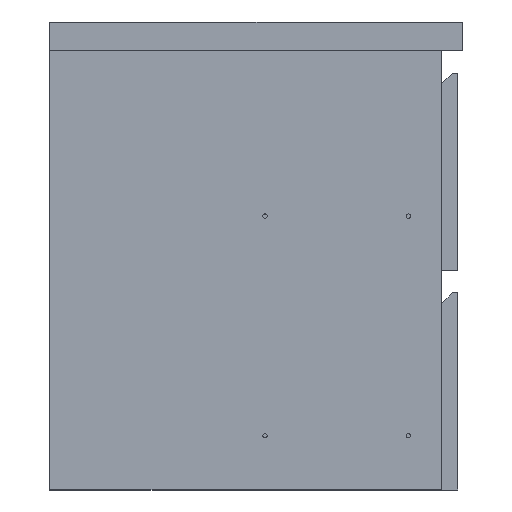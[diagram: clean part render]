
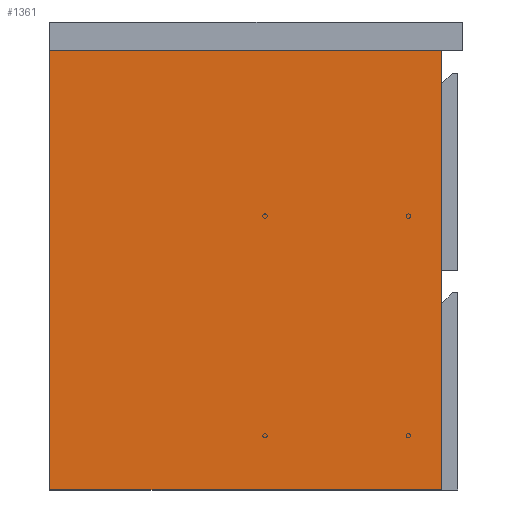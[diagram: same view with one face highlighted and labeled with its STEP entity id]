
A CAD part, left-side view. The second image highlights one B-rep face of the part: STEP entity #1361.
In plain terms, the highlighted face is planar.
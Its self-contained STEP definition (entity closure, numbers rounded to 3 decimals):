
#789 = EDGE_LOOP ( 'NONE', ( #27271, #9222, #27908, #12273 ) ) ;
#1348 = VERTEX_POINT ( 'NONE', #10182 ) ;
#1361 = ADVANCED_FACE ( 'NONE', ( #31153 ), #39814, .T. ) ;
#3284 = AXIS2_PLACEMENT_3D ( 'NONE', #39509, #3999, #18268 ) ;
#3999 = DIRECTION ( 'NONE',  ( 0., 0., -1. ) ) ;
#4930 = DIRECTION ( 'NONE',  ( 0., 1., 0. ) ) ;
#6767 = DIRECTION ( 'NONE',  ( -1., 0., 0. ) ) ;
#7185 = LINE ( 'NONE', #32864, #44459 ) ;
#7649 = CARTESIAN_POINT ( 'NONE',  ( 0., 0., -2. ) ) ;
#8300 = CARTESIAN_POINT ( 'NONE',  ( 490., 437., -2. ) ) ;
#8728 = CARTESIAN_POINT ( 'NONE',  ( 490., 0., -2. ) ) ;
#8969 = VERTEX_POINT ( 'NONE', #18041 ) ;
#9222 = ORIENTED_EDGE ( 'NONE', *, *, #40529, .F. ) ;
#10182 = CARTESIAN_POINT ( 'NONE',  ( 0., 0., -2. ) ) ;
#10585 = EDGE_CURVE ( 'EFI100', #22003, #45894, #26454, .T. ) ;
#12202 = EDGE_CURVE ( 'EFI101', #1348, #22003, #25808, .T. ) ;
#12273 = ORIENTED_EDGE ( 'NONE', *, *, #12202, .F. ) ;
#15829 = DIRECTION ( 'NONE',  ( 0., -1., 0. ) ) ;
#17033 = LINE ( 'NONE', #20965, #37324 ) ;
#18041 = CARTESIAN_POINT ( 'NONE',  ( 0., 437., -2. ) ) ;
#18268 = DIRECTION ( 'NONE',  ( -1., 0., 0. ) ) ;
#20965 = CARTESIAN_POINT ( 'NONE',  ( 0., 437., -2. ) ) ;
#22003 = VERTEX_POINT ( 'NONE', #8728 ) ;
#25808 = LINE ( 'NONE', #7649, #42760 ) ;
#26063 = DIRECTION ( 'NONE',  ( 1., 0., 0. ) ) ;
#26454 = LINE ( 'NONE', #8300, #33784 ) ;
#27271 = ORIENTED_EDGE ( 'NONE', *, *, #38265, .F. ) ;
#27908 = ORIENTED_EDGE ( 'NONE', *, *, #10585, .F. ) ;
#31153 = FACE_OUTER_BOUND ( 'NONE', #789, .T. ) ;
#32864 = CARTESIAN_POINT ( 'NONE',  ( 0., 437., -2. ) ) ;
#33784 = VECTOR ( 'NONE', #4930, 1000. ) ;
#37324 = VECTOR ( 'NONE', #6767, 1000. ) ;
#38265 = EDGE_CURVE ( 'EFI102', #8969, #1348, #7185, .T. ) ;
#39509 = CARTESIAN_POINT ( 'NONE',  ( 0., 437., -2. ) ) ;
#39814 = PLANE ( 'NONE',  #3284 ) ;
#40529 = EDGE_CURVE ( 'EFI103', #45894, #8969, #17033, .T. ) ;
#42760 = VECTOR ( 'NONE', #26063, 1000. ) ;
#44067 = CARTESIAN_POINT ( 'NONE',  ( 490., 437., -2. ) ) ;
#44459 = VECTOR ( 'NONE', #15829, 1000. ) ;
#45894 = VERTEX_POINT ( 'NONE', #44067 ) ;
